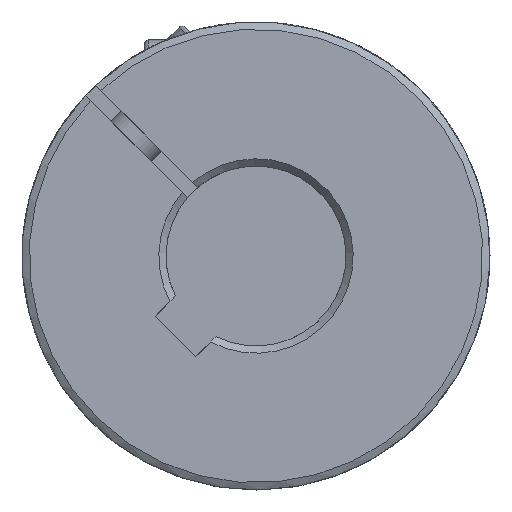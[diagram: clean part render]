
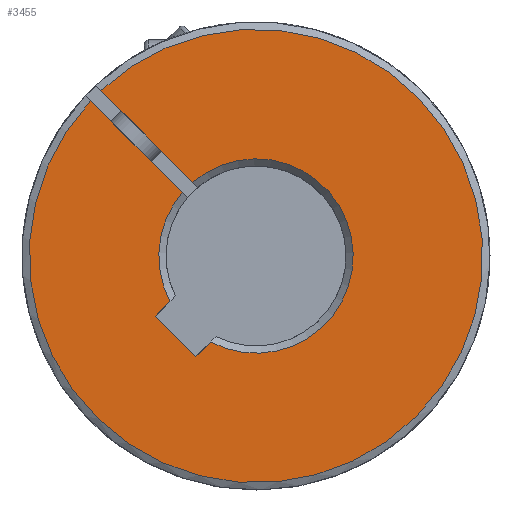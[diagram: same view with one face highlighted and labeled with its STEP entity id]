
A CAD part, left-side view. The second image highlights one B-rep face of the part: STEP entity #3455.
In plain terms, the highlighted planar face has unit normal (-1, 0, 0).
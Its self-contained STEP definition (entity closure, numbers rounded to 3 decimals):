
#36=PLANE('',#3617);
#116=LINE('',#4902,#268);
#117=LINE('',#4909,#269);
#118=LINE('',#4915,#270);
#119=LINE('',#4917,#271);
#120=LINE('',#4919,#272);
#268=VECTOR('',#3994,1000.);
#269=VECTOR('',#3997,1000.);
#270=VECTOR('',#4002,1000.);
#271=VECTOR('',#4003,1000.);
#272=VECTOR('',#4004,1000.);
#420=CIRCLE('',#3618,31.495);
#421=CIRCLE('',#3619,13.5);
#422=CIRCLE('',#3620,13.5);
#642=ORIENTED_EDGE('',*,*,#1380,.T.);
#643=ORIENTED_EDGE('',*,*,#1381,.F.);
#644=ORIENTED_EDGE('',*,*,#1378,.T.);
#645=ORIENTED_EDGE('',*,*,#1382,.T.);
#646=ORIENTED_EDGE('',*,*,#1383,.T.);
#647=ORIENTED_EDGE('',*,*,#1384,.T.);
#648=ORIENTED_EDGE('',*,*,#1385,.T.);
#649=ORIENTED_EDGE('',*,*,#1386,.T.);
#1378=EDGE_CURVE('',#1748,#1747,#116,.T.);
#1380=EDGE_CURVE('',#1749,#1750,#117,.T.);
#1381=EDGE_CURVE('',#1748,#1750,#420,.T.);
#1382=EDGE_CURVE('',#1747,#1751,#421,.T.);
#1383=EDGE_CURVE('',#1751,#1752,#118,.T.);
#1384=EDGE_CURVE('',#1752,#1753,#119,.T.);
#1385=EDGE_CURVE('',#1753,#1754,#120,.T.);
#1386=EDGE_CURVE('',#1754,#1749,#422,.T.);
#1747=VERTEX_POINT('',#4901);
#1748=VERTEX_POINT('',#4903);
#1749=VERTEX_POINT('',#4910);
#1750=VERTEX_POINT('',#4911);
#1751=VERTEX_POINT('',#4914);
#1752=VERTEX_POINT('',#4916);
#1753=VERTEX_POINT('',#4918);
#1754=VERTEX_POINT('',#4920);
#2001=EDGE_LOOP('',(#642,#643,#644,#645,#646,#647,#648,#649));
#2193=FACE_BOUND('',#2001,.T.);
#3455=ADVANCED_FACE('',(#2193),#36,.F.);
#3617=AXIS2_PLACEMENT_3D('',#4908,#3995,#3996);
#3618=AXIS2_PLACEMENT_3D('',#4912,#3998,#3999);
#3619=AXIS2_PLACEMENT_3D('',#4913,#4000,#4001);
#3620=AXIS2_PLACEMENT_3D('',#4921,#4005,#4006);
#3994=DIRECTION('',(0.,-0.707,-0.707));
#3995=DIRECTION('',(1.,0.,0.));
#3996=DIRECTION('',(0.,0.,-1.));
#3997=DIRECTION('',(0.,0.707,0.707));
#3998=DIRECTION('',(1.,0.,0.));
#3999=DIRECTION('',(0.,0.,-1.));
#4000=DIRECTION('',(1.,0.,0.));
#4001=DIRECTION('',(0.,0.,-1.));
#4002=DIRECTION('',(0.,0.707,-0.707));
#4003=DIRECTION('',(0.,0.707,0.707));
#4004=DIRECTION('',(0.,-0.707,0.707));
#4005=DIRECTION('',(1.,0.,0.));
#4006=DIRECTION('',(0.,0.,-1.));
#4901=CARTESIAN_POINT('',(0.,8.813,10.227));
#4902=CARTESIAN_POINT('',(0.,45.255,46.669));
#4903=CARTESIAN_POINT('',(0.,21.552,22.966));
#4908=CARTESIAN_POINT('',(0.,0.,0.));
#4909=CARTESIAN_POINT('',(0.,0.707,-0.707));
#4910=CARTESIAN_POINT('',(0.,10.227,8.813));
#4911=CARTESIAN_POINT('',(0.,22.966,21.552));
#4912=CARTESIAN_POINT('',(0.,0.,0.));
#4913=CARTESIAN_POINT('',(0.,0.,0.));
#4914=CARTESIAN_POINT('',(0.,6.289,-11.946));
#4915=CARTESIAN_POINT('',(0.,-2.828,-2.828));
#4916=CARTESIAN_POINT('',(0.,8.344,-14.001));
#4917=CARTESIAN_POINT('',(0.,8.344,-14.001));
#4918=CARTESIAN_POINT('',(0.,14.001,-8.344));
#4919=CARTESIAN_POINT('',(0.,14.001,-8.344));
#4920=CARTESIAN_POINT('',(0.,11.946,-6.289));
#4921=CARTESIAN_POINT('',(0.,0.,0.));
